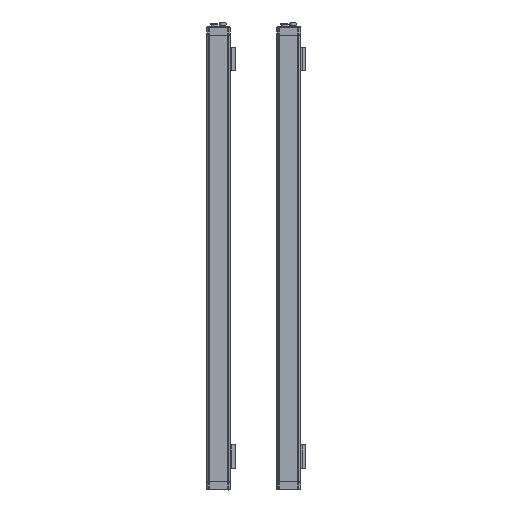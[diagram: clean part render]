
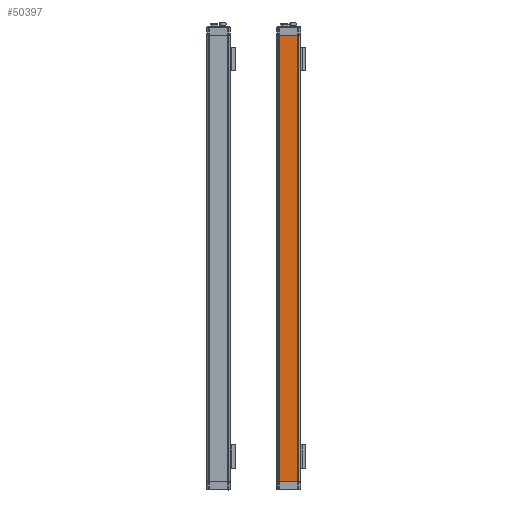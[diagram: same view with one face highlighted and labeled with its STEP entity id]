
A CAD part, top view. The second image highlights one B-rep face of the part: STEP entity #50397.
In plain terms, the highlighted planar face has unit normal (0, 0, 1).
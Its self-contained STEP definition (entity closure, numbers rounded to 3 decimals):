
#4459=LINE('',#96851,#9042);
#4461=LINE('',#96855,#9044);
#4467=LINE('',#96866,#9050);
#4468=LINE('',#96868,#9051);
#9042=VECTOR('',#68895,37.6);
#9044=VECTOR('',#68899,938.5);
#9050=VECTOR('',#68909,938.5);
#9051=VECTOR('',#68912,37.6);
#14220=FACE_OUTER_BOUND('',#17570,.T.);
#17570=EDGE_LOOP('',(#44031,#44032,#44033,#44034));
#24197=VERTEX_POINT('',#96848);
#24198=VERTEX_POINT('',#96850);
#24199=VERTEX_POINT('',#96854);
#24202=VERTEX_POINT('',#96864);
#30948=EDGE_CURVE('',#24197,#24198,#4459,.T.);
#30950=EDGE_CURVE('',#24199,#24198,#4461,.T.);
#30956=EDGE_CURVE('',#24197,#24202,#4467,.T.);
#30957=EDGE_CURVE('',#24199,#24202,#4468,.T.);
#44031=ORIENTED_EDGE('',*,*,#30956,.T.);
#44032=ORIENTED_EDGE('',*,*,#30957,.F.);
#44033=ORIENTED_EDGE('',*,*,#30950,.T.);
#44034=ORIENTED_EDGE('',*,*,#30948,.F.);
#47613=PLANE('',#55358);
#50397=ADVANCED_FACE('',(#14220),#47613,.T.);
#55358=AXIS2_PLACEMENT_3D('',#96867,#68910,#68911);
#68895=DIRECTION('',(-1.,0.,0.));
#68899=DIRECTION('',(0.,-1.,0.));
#68909=DIRECTION('',(0.,1.,0.));
#68910=DIRECTION('center_axis',(0.,0.,
1.));
#68911=DIRECTION('ref_axis',(1.,0.,0.));
#68912=DIRECTION('',(1.,0.,0.));
#96848=CARTESIAN_POINT('',(-109.017,-530.946,-307.536));
#96850=CARTESIAN_POINT('',(-146.617,-530.946,-307.536));
#96851=CARTESIAN_POINT('',(-109.017,-530.946,-307.536));
#96854=CARTESIAN_POINT('',(-146.617,407.554,-307.536));
#96855=CARTESIAN_POINT('',(-146.617,59.054,-307.536));
#96864=CARTESIAN_POINT('',(-109.017,407.554,-307.536));
#96866=CARTESIAN_POINT('',(-109.017,59.054,-307.536));
#96867=CARTESIAN_POINT('Origin',(-146.617,59.054,-307.536));
#96868=CARTESIAN_POINT('',(-146.617,407.554,-307.536));
